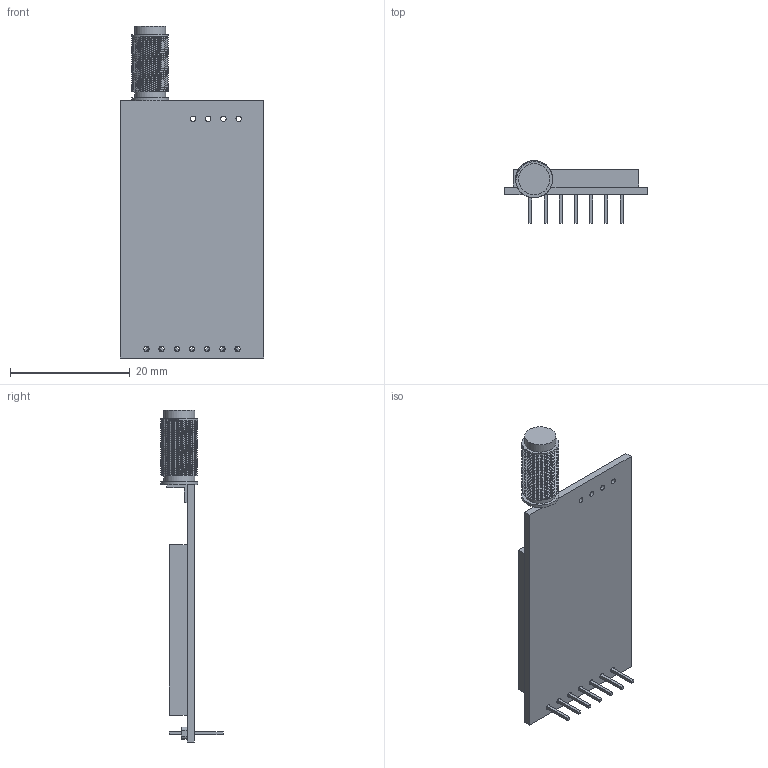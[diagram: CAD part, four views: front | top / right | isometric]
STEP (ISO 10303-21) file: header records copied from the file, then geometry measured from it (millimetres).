
FILE_DESCRIPTION(/* description */ (''),/* implementation_level */ '2;1');
FILE_NAME(/* name */ 'Lora E32.step',/* time_stamp */ '2023-03-23T18:47:19+02:00',/* author */ (''),/* organization */ (''),/* preprocessor_version */ 'ST-DEVELOPER v19.2',/* originating_system */ 'Autodesk Translation Framework v11.17.0.187',/* authorisation */ '');
FILE_SCHEMA (('AUTOMOTIVE_DESIGN { 1 0 10303 214 3 1 1 }'));
Length unit declared in the file: millimetre
Products named in the file (1): Lora E32.f3d 
Bounding box: 24 x 10.4 x 55.5 mm (x, y, z)
Volume: 3408.4 mm3; surface area: 3167.8 mm2
Topology: 8 solids, 8 shells, 220 faces, 573 edges, 380 vertices
Faces by surface type: plane 114, cylinder 104, bspline 2
Full cylindrical faces by diameter (mm): 0.9 x11, 5.2 x2, 5.856 x29, 6.2 x30
Entity records: 16573 total; most frequent: CARTESIAN_POINT 11239, ORIENTED_EDGE 1146, DIRECTION 980, EDGE_CURVE 573, VERTEX_POINT 380, LINE 356, VECTOR 356, AXIS2_PLACEMENT_3D 312
